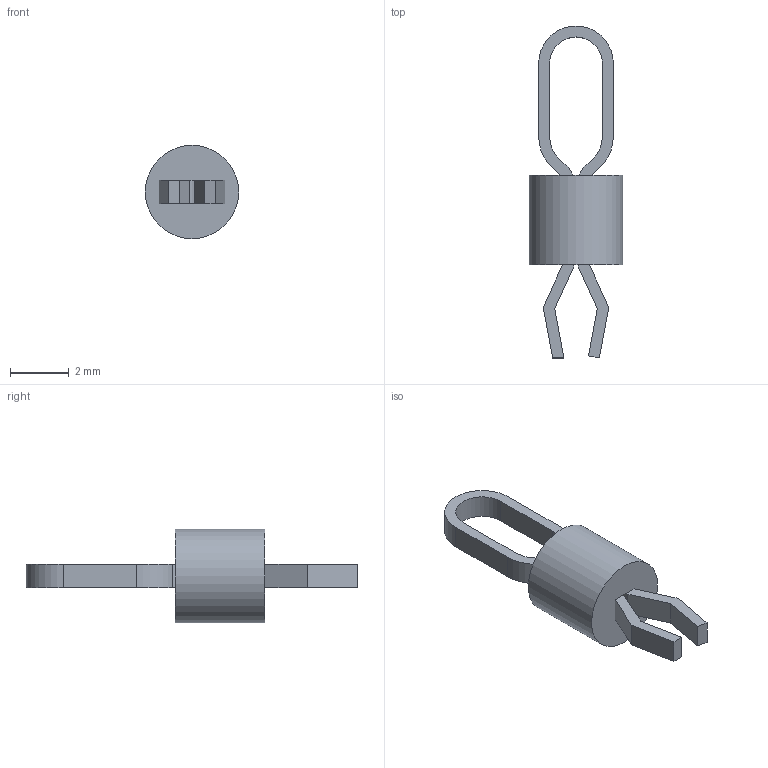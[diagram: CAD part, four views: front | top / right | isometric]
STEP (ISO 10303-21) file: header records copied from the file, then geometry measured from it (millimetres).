
FILE_DESCRIPTION (( 'STEP AP214' ), '1' );
FILE_NAME ('5281.STEP', '2019-11-06T16:56:35', ( '' ), ( '' ), 'SwSTEP 2.0', 'SolidWorks 2013', '' );
FILE_SCHEMA (( 'AUTOMOTIVE_DESIGN' ));
Length unit declared in the file: inch
Products named in the file (1): 5281
Bounding box: 3.17 x 11.3 x 3.17 mm (x, y, z)
Volume: 29.3 mm3; surface area: 103.7 mm2
Topology: 3 solids, 3 shells, 43 faces, 117 edges, 78 vertices
Faces by surface type: plane 30, cylinder 13
Full cylindrical faces by diameter (mm): 3.175 x1
Entity records: 1991 total; most frequent: CARTESIAN_POINT 268, ORIENTED_EDGE 232, DIRECTION 220, EDGE_CURVE 116, LINE 80, VECTOR 80, VERTEX_POINT 78, AXIS2_PLACEMENT_3D 70
